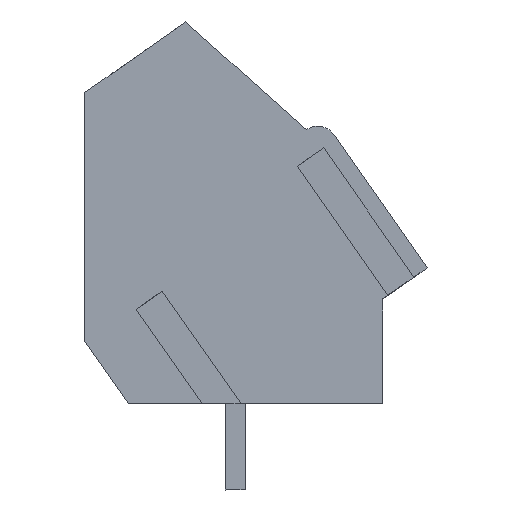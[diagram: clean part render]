
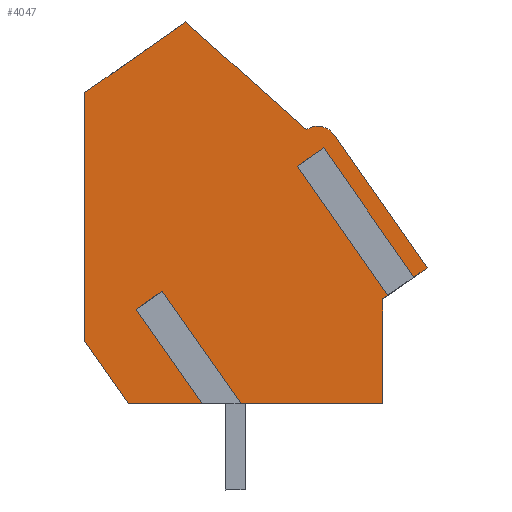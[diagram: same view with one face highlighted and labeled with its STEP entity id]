
A CAD part, left-side view. The second image highlights one B-rep face of the part: STEP entity #4047.
In plain terms, the highlighted planar face has unit normal (-1, 0, 0).
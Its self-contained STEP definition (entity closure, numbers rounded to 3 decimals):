
#3808=AXIS2_PLACEMENT_3D('Circle Axis2P3D',#3806,#3807,$) ;
#3983=AXIS2_PLACEMENT_3D('Plane Axis2P3D',#3980,#3981,#3982) ;
#2930=CARTESIAN_POINT('Vertex',(0.55,0.,9.018)) ;
#2933=CARTESIAN_POINT('Line Origine',(0.55,0.397,8.74)) ;
#2937=CARTESIAN_POINT('Vertex',(0.55,0.794,8.462)) ;
#2958=CARTESIAN_POINT('Vertex',(0.55,1.336,8.083)) ;
#2961=CARTESIAN_POINT('Line Origine',(0.55,1.568,7.92)) ;
#2965=CARTESIAN_POINT('Vertex',(0.55,1.8,7.758)) ;
#3411=CARTESIAN_POINT('Vertex',(0.55,1.8,3.5)) ;
#3414=CARTESIAN_POINT('Line Origine',(0.55,4.87,3.5)) ;
#3418=CARTESIAN_POINT('Vertex',(0.55,7.94,3.5)) ;
#3439=CARTESIAN_POINT('Vertex',(0.55,8.747,3.5)) ;
#3442=CARTESIAN_POINT('Line Origine',(0.55,10.438,3.5)) ;
#3446=CARTESIAN_POINT('Vertex',(0.55,12.128,3.5)) ;
#3602=CARTESIAN_POINT('Line Origine',(0.55,13.014,4.765)) ;
#3606=CARTESIAN_POINT('Vertex',(0.55,13.9,6.03)) ;
#3627=CARTESIAN_POINT('Line Origine',(0.55,13.9,11.081)) ;
#3631=CARTESIAN_POINT('Vertex',(0.55,13.9,16.132)) ;
#3720=CARTESIAN_POINT('Line Origine',(0.55,11.852,17.566)) ;
#3724=CARTESIAN_POINT('Vertex',(0.55,9.804,19.)) ;
#3781=CARTESIAN_POINT('Line Origine',(0.55,7.352,16.811)) ;
#3785=CARTESIAN_POINT('Vertex',(0.55,4.9,14.621)) ;
#3806=CARTESIAN_POINT('Axis2P3D Location',(0.55,4.441,13.966)) ;
#3810=CARTESIAN_POINT('Vertex',(0.55,3.786,14.425)) ;
#3831=CARTESIAN_POINT('Line Origine',(0.55,1.893,11.722)) ;
#3980=CARTESIAN_POINT('Axis2P3D Location',(0.55,13.9,0.)) ;
#3985=CARTESIAN_POINT('Line Origine',(0.55,1.8,5.629)) ;
#3990=CARTESIAN_POINT('Line Origine',(0.55,3.171,10.704)) ;
#3994=CARTESIAN_POINT('Vertex',(0.55,5.007,13.326)) ;
#3997=CARTESIAN_POINT('Line Origine',(0.55,4.736,13.515)) ;
#4001=CARTESIAN_POINT('Vertex',(0.55,4.465,13.705)) ;
#4004=CARTESIAN_POINT('Line Origine',(0.55,2.629,11.084)) ;
#4009=CARTESIAN_POINT('Line Origine',(0.55,10.154,5.508)) ;
#4013=CARTESIAN_POINT('Vertex',(0.55,11.56,7.516)) ;
#4016=CARTESIAN_POINT('Line Origine',(0.55,11.289,7.706)) ;
#4020=CARTESIAN_POINT('Vertex',(0.55,11.018,7.896)) ;
#4023=CARTESIAN_POINT('Line Origine',(0.55,9.479,5.698)) ;
#2934=DIRECTION('Vector Direction',(0.,0.819,-0.574)) ;
#2962=DIRECTION('Vector Direction',(0.,0.819,-0.574)) ;
#3415=DIRECTION('Vector Direction',(0.,1.,0.)) ;
#3443=DIRECTION('Vector Direction',(0.,1.,0.)) ;
#3603=DIRECTION('Vector Direction',(0.,0.574,0.819)) ;
#3628=DIRECTION('Vector Direction',(0.,0.,1.)) ;
#3721=DIRECTION('Vector Direction',(0.,-0.819,0.574)) ;
#3782=DIRECTION('Vector Direction',(0.,-0.746,-0.666)) ;
#3807=DIRECTION('Axis2P3D Direction',(-1.,0.,0.)) ;
#3832=DIRECTION('Vector Direction',(0.,-0.574,-0.819)) ;
#3981=DIRECTION('Axis2P3D Direction',(-1.,0.,0.)) ;
#3982=DIRECTION('Axis2P3D XDirection',(0.,-1.,0.)) ;
#3986=DIRECTION('Vector Direction',(0.,0.,-1.)) ;
#3991=DIRECTION('Vector Direction',(0.,-0.574,-0.819)) ;
#3998=DIRECTION('Vector Direction',(0.,0.819,-0.574)) ;
#4005=DIRECTION('Vector Direction',(0.,-0.574,-0.819)) ;
#4010=DIRECTION('Vector Direction',(0.,-0.574,-0.819)) ;
#4017=DIRECTION('Vector Direction',(0.,-0.819,0.574)) ;
#4024=DIRECTION('Vector Direction',(0.,-0.574,-0.819)) ;
#2935=VECTOR('Line Direction',#2934,1.) ;
#2963=VECTOR('Line Direction',#2962,1.) ;
#3416=VECTOR('Line Direction',#3415,1.) ;
#3444=VECTOR('Line Direction',#3443,1.) ;
#3604=VECTOR('Line Direction',#3603,1.) ;
#3629=VECTOR('Line Direction',#3628,1.) ;
#3722=VECTOR('Line Direction',#3721,1.) ;
#3783=VECTOR('Line Direction',#3782,1.) ;
#3833=VECTOR('Line Direction',#3832,1.) ;
#3987=VECTOR('Line Direction',#3986,1.) ;
#3992=VECTOR('Line Direction',#3991,1.) ;
#3999=VECTOR('Line Direction',#3998,1.) ;
#4006=VECTOR('Line Direction',#4005,1.) ;
#4011=VECTOR('Line Direction',#4010,1.) ;
#4018=VECTOR('Line Direction',#4017,1.) ;
#4025=VECTOR('Line Direction',#4024,1.) ;
#4029=ORIENTED_EDGE('',*,*,#3420,.T.) ;
#4030=ORIENTED_EDGE('',*,*,#3989,.T.) ;
#4031=ORIENTED_EDGE('',*,*,#2967,.T.) ;
#4032=ORIENTED_EDGE('',*,*,#3996,.F.) ;
#4033=ORIENTED_EDGE('',*,*,#4003,.F.) ;
#4034=ORIENTED_EDGE('',*,*,#4008,.T.) ;
#4035=ORIENTED_EDGE('',*,*,#2939,.T.) ;
#4036=ORIENTED_EDGE('',*,*,#3835,.T.) ;
#4037=ORIENTED_EDGE('',*,*,#3812,.T.) ;
#4038=ORIENTED_EDGE('',*,*,#3787,.T.) ;
#4039=ORIENTED_EDGE('',*,*,#3726,.T.) ;
#4040=ORIENTED_EDGE('',*,*,#3633,.T.) ;
#4041=ORIENTED_EDGE('',*,*,#3608,.T.) ;
#4042=ORIENTED_EDGE('',*,*,#3448,.T.) ;
#4043=ORIENTED_EDGE('',*,*,#4015,.F.) ;
#4044=ORIENTED_EDGE('',*,*,#4022,.F.) ;
#4045=ORIENTED_EDGE('',*,*,#4027,.T.) ;
#4047=ADVANCED_FACE('HOUSING',(#4046),#3984,.T.) ;
#3809=CIRCLE('generated circle',#3808,0.8) ;
#2939=EDGE_CURVE('',#2938,#2931,#2936,.F.) ;
#2967=EDGE_CURVE('',#2966,#2959,#2964,.F.) ;
#3420=EDGE_CURVE('',#3419,#3412,#3417,.F.) ;
#3448=EDGE_CURVE('',#3447,#3440,#3445,.F.) ;
#3608=EDGE_CURVE('',#3607,#3447,#3605,.F.) ;
#3633=EDGE_CURVE('',#3632,#3607,#3630,.F.) ;
#3726=EDGE_CURVE('',#3725,#3632,#3723,.F.) ;
#3787=EDGE_CURVE('',#3786,#3725,#3784,.F.) ;
#3812=EDGE_CURVE('',#3811,#3786,#3809,.T.) ;
#3835=EDGE_CURVE('',#2931,#3811,#3834,.F.) ;
#3989=EDGE_CURVE('',#3412,#2966,#3988,.F.) ;
#3996=EDGE_CURVE('',#3995,#2959,#3993,.T.) ;
#4003=EDGE_CURVE('',#4002,#3995,#4000,.T.) ;
#4008=EDGE_CURVE('',#4002,#2938,#4007,.T.) ;
#4015=EDGE_CURVE('',#4014,#3440,#4012,.T.) ;
#4022=EDGE_CURVE('',#4021,#4014,#4019,.F.) ;
#4027=EDGE_CURVE('',#4021,#3419,#4026,.T.) ;
#4028=EDGE_LOOP('',(#4029,#4030,#4031,#4032,#4033,#4034,#4035,#4036,#4037,#4038,#4039,#4040,#4041,#4042,#4043,#4044,#4045)) ;
#4046=FACE_OUTER_BOUND('',#4028,.T.) ;
#2936=LINE('Line',#2933,#2935) ;
#2964=LINE('Line',#2961,#2963) ;
#3417=LINE('Line',#3414,#3416) ;
#3445=LINE('Line',#3442,#3444) ;
#3605=LINE('Line',#3602,#3604) ;
#3630=LINE('Line',#3627,#3629) ;
#3723=LINE('Line',#3720,#3722) ;
#3784=LINE('Line',#3781,#3783) ;
#3834=LINE('Line',#3831,#3833) ;
#3988=LINE('Line',#3985,#3987) ;
#3993=LINE('Line',#3990,#3992) ;
#4000=LINE('Line',#3997,#3999) ;
#4007=LINE('Line',#4004,#4006) ;
#4012=LINE('Line',#4009,#4011) ;
#4019=LINE('Line',#4016,#4018) ;
#4026=LINE('Line',#4023,#4025) ;
#3984=PLANE('',#3983) ;
#2931=VERTEX_POINT('',#2930) ;
#2938=VERTEX_POINT('',#2937) ;
#2959=VERTEX_POINT('',#2958) ;
#2966=VERTEX_POINT('',#2965) ;
#3412=VERTEX_POINT('',#3411) ;
#3419=VERTEX_POINT('',#3418) ;
#3440=VERTEX_POINT('',#3439) ;
#3447=VERTEX_POINT('',#3446) ;
#3607=VERTEX_POINT('',#3606) ;
#3632=VERTEX_POINT('',#3631) ;
#3725=VERTEX_POINT('',#3724) ;
#3786=VERTEX_POINT('',#3785) ;
#3811=VERTEX_POINT('',#3810) ;
#3995=VERTEX_POINT('',#3994) ;
#4002=VERTEX_POINT('',#4001) ;
#4014=VERTEX_POINT('',#4013) ;
#4021=VERTEX_POINT('',#4020) ;
